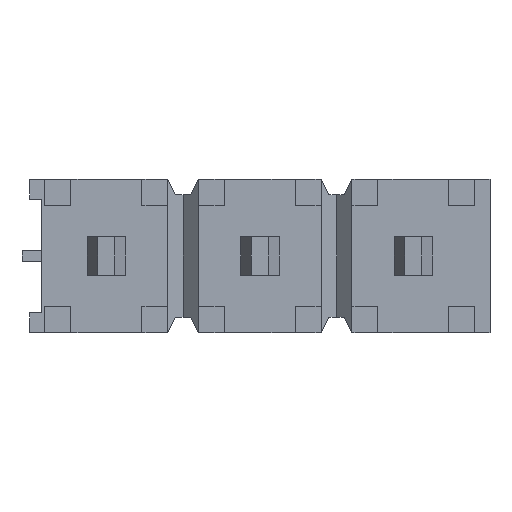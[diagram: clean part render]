
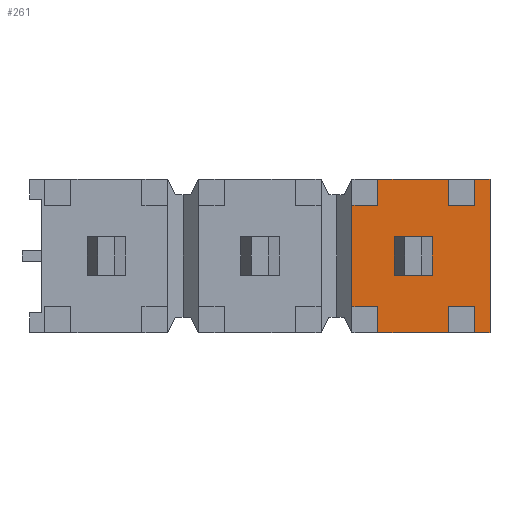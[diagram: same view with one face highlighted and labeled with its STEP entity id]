
A CAD part, front view. The second image highlights one B-rep face of the part: STEP entity #261.
In plain terms, the highlighted planar face has unit normal (0, -1, 0).
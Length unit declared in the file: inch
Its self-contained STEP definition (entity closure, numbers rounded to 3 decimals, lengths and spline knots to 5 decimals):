
#261 = ADVANCED_FACE( '', ( #633, #634 ), #635, .T. );
#633 = FACE_OUTER_BOUND( '', #1131, .T. );
#634 = FACE_BOUND( '', #1132, .T. );
#635 = PLANE( '', #1133 );
#1131 = EDGE_LOOP( '', ( #1732, #1733, #1734, #1735, #1736, #1737, #1738, #1739, #1740, #1741, #1742, #1743, #1744, #1745, #1746, #1747 ) );
#1132 = EDGE_LOOP( '', ( #1748, #1749, #1750, #1751 ) );
#1133 = AXIS2_PLACEMENT_3D( '', #1752, #1753, #1754 );
#1732 = ORIENTED_EDGE( '', *, *, #3099, .T. );
#1733 = ORIENTED_EDGE( '', *, *, #3100, .T. );
#1734 = ORIENTED_EDGE( '', *, *, #3101, .T. );
#1735 = ORIENTED_EDGE( '', *, *, #3102, .T. );
#1736 = ORIENTED_EDGE( '', *, *, #3103, .F. );
#1737 = ORIENTED_EDGE( '', *, *, #3104, .T. );
#1738 = ORIENTED_EDGE( '', *, *, #3105, .T. );
#1739 = ORIENTED_EDGE( '', *, *, #3106, .T. );
#1740 = ORIENTED_EDGE( '', *, *, #3107, .F. );
#1741 = ORIENTED_EDGE( '', *, *, #3108, .F. );
#1742 = ORIENTED_EDGE( '', *, *, #3109, .T. );
#1743 = ORIENTED_EDGE( '', *, *, #3110, .T. );
#1744 = ORIENTED_EDGE( '', *, *, #3111, .F. );
#1745 = ORIENTED_EDGE( '', *, *, #3112, .F. );
#1746 = ORIENTED_EDGE( '', *, *, #3113, .T. );
#1747 = ORIENTED_EDGE( '', *, *, #3114, .T. );
#1748 = ORIENTED_EDGE( '', *, *, #3115, .F. );
#1749 = ORIENTED_EDGE( '', *, *, #3116, .F. );
#1750 = ORIENTED_EDGE( '', *, *, #3117, .F. );
#1751 = ORIENTED_EDGE( '', *, *, #3118, .F. );
#1752 = CARTESIAN_POINT( '', ( 0.18637, 0.02, 0.1 ) );
#1753 = DIRECTION( '', ( 0., -1., 0. ) );
#1754 = DIRECTION( '', ( 0., 0., -1. ) );
#3099 = EDGE_CURVE( '', #3739, #3740, #3741, .T. );
#3100 = EDGE_CURVE( '', #3740, #3742, #3743, .T. );
#3101 = EDGE_CURVE( '', #3742, #3744, #3745, .T. );
#3102 = EDGE_CURVE( '', #3744, #3746, #3747, .T. );
#3103 = EDGE_CURVE( '', #3748, #3746, #3749, .T. );
#3104 = EDGE_CURVE( '', #3748, #3750, #3751, .T. );
#3105 = EDGE_CURVE( '', #3750, #3752, #3753, .T. );
#3106 = EDGE_CURVE( '', #3752, #3754, #3755, .T. );
#3107 = EDGE_CURVE( '', #3690, #3754, #3756, .T. );
#3108 = EDGE_CURVE( '', #3757, #3690, #3758, .T. );
#3109 = EDGE_CURVE( '', #3757, #3759, #3760, .T. );
#3110 = EDGE_CURVE( '', #3759, #3761, #3762, .T. );
#3111 = EDGE_CURVE( '', #3763, #3761, #3764, .T. );
#3112 = EDGE_CURVE( '', #3765, #3763, #3766, .T. );
#3113 = EDGE_CURVE( '', #3765, #3767, #3768, .T. );
#3114 = EDGE_CURVE( '', #3767, #3739, #3769, .T. );
#3115 = EDGE_CURVE( '', #3770, #3771, #3772, .T. );
#3116 = EDGE_CURVE( '', #3773, #3770, #3774, .T. );
#3117 = EDGE_CURVE( '', #3775, #3773, #3776, .T. );
#3118 = EDGE_CURVE( '', #3771, #3775, #3777, .T. );
#3690 = VERTEX_POINT( '', #4572 );
#3739 = VERTEX_POINT( '', #4644 );
#3740 = VERTEX_POINT( '', #4645 );
#3741 = LINE( '', #4646, #4647 );
#3742 = VERTEX_POINT( '', #4648 );
#3743 = LINE( '', #4649, #4650 );
#3744 = VERTEX_POINT( '', #4651 );
#3745 = LINE( '', #4652, #4653 );
#3746 = VERTEX_POINT( '', #4654 );
#3747 = LINE( '', #4655, #4656 );
#3748 = VERTEX_POINT( '', #4657 );
#3749 = LINE( '', #4658, #4659 );
#3750 = VERTEX_POINT( '', #4660 );
#3751 = LINE( '', #4661, #4662 );
#3752 = VERTEX_POINT( '', #4663 );
#3753 = LINE( '', #4664, #4665 );
#3754 = VERTEX_POINT( '', #4666 );
#3755 = LINE( '', #4667, #4668 );
#3756 = LINE( '', #4669, #4670 );
#3757 = VERTEX_POINT( '', #4671 );
#3758 = LINE( '', #4672, #4673 );
#3759 = VERTEX_POINT( '', #4674 );
#3760 = LINE( '', #4675, #4676 );
#3761 = VERTEX_POINT( '', #4677 );
#3762 = LINE( '', #4678, #4679 );
#3763 = VERTEX_POINT( '', #4680 );
#3764 = LINE( '', #4681, #4682 );
#3765 = VERTEX_POINT( '', #4683 );
#3766 = LINE( '', #4684, #4685 );
#3767 = VERTEX_POINT( '', #4686 );
#3768 = LINE( '', #4687, #4688 );
#3769 = LINE( '', #4689, #4690 );
#3770 = VERTEX_POINT( '', #4691 );
#3771 = VERTEX_POINT( '', #4692 );
#3772 = LINE( '', #4693, #4694 );
#3773 = VERTEX_POINT( '', #4695 );
#3774 = LINE( '', #4696, #4697 );
#3775 = VERTEX_POINT( '', #4698 );
#3776 = LINE( '', #4699, #4700 );
#3777 = LINE( '', #4701, #4702 );
#4572 = CARTESIAN_POINT( '', ( 0.06, 0.02, -0.033 ) );
#4644 = CARTESIAN_POINT( '', ( 0.15, 0.02, -0.05 ) );
#4645 = CARTESIAN_POINT( '', ( 0.15, 0.02, 0.05 ) );
#4646 = CARTESIAN_POINT( '', ( 0.15, 0.02, 0.05 ) );
#4647 = VECTOR( '', #5670, 39.37008 );
#4648 = CARTESIAN_POINT( '', ( 0.14012, 0.02, 0.05 ) );
#4649 = CARTESIAN_POINT( '', ( -0.15, 0.02, 0.05 ) );
#4650 = VECTOR( '', #5671, 39.37008 );
#4651 = CARTESIAN_POINT( '', ( 0.14012, 0.02, 0.033 ) );
#4652 = CARTESIAN_POINT( '', ( 0.14012, 0.02, 0.1 ) );
#4653 = VECTOR( '', #5672, 39.37008 );
#4654 = CARTESIAN_POINT( '', ( 0.12312, 0.02, 0.033 ) );
#4655 = CARTESIAN_POINT( '', ( 0.3, 0.02, 0.033 ) );
#4656 = VECTOR( '', #5673, 39.37008 );
#4657 = CARTESIAN_POINT( '', ( 0.12312, 0.02, 0.05 ) );
#4658 = CARTESIAN_POINT( '', ( 0.12312, 0.02, 0.1 ) );
#4659 = VECTOR( '', #5674, 39.37008 );
#4660 = CARTESIAN_POINT( '', ( 0.07688, 0.02, 0.05 ) );
#4661 = CARTESIAN_POINT( '', ( -0.15, 0.02, 0.05 ) );
#4662 = VECTOR( '', #5675, 39.37008 );
#4663 = CARTESIAN_POINT( '', ( 0.07688, 0.02, 0.033 ) );
#4664 = CARTESIAN_POINT( '', ( 0.07688, 0.02, 0.1 ) );
#4665 = VECTOR( '', #5676, 39.37008 );
#4666 = CARTESIAN_POINT( '', ( 0.06, 0.02, 0.033 ) );
#4667 = CARTESIAN_POINT( '', ( 0.3, 0.02, 0.033 ) );
#4668 = VECTOR( '', #5677, 39.37008 );
#4669 = CARTESIAN_POINT( '', ( 0.06, 0.02, 0.3 ) );
#4670 = VECTOR( '', #5678, 39.37008 );
#4671 = CARTESIAN_POINT( '', ( 0.07688, 0.02, -0.033 ) );
#4672 = CARTESIAN_POINT( '', ( 0.3, 0.02, -0.033 ) );
#4673 = VECTOR( '', #5679, 39.37008 );
#4674 = CARTESIAN_POINT( '', ( 0.07688, 0.02, -0.05 ) );
#4675 = CARTESIAN_POINT( '', ( 0.07688, 0.02, 0.1 ) );
#4676 = VECTOR( '', #5680, 39.37008 );
#4677 = CARTESIAN_POINT( '', ( 0.12312, 0.02, -0.05 ) );
#4678 = CARTESIAN_POINT( '', ( 0.15, 0.02, -0.05 ) );
#4679 = VECTOR( '', #5681, 39.37008 );
#4680 = CARTESIAN_POINT( '', ( 0.12312, 0.02, -0.033 ) );
#4681 = CARTESIAN_POINT( '', ( 0.12312, 0.02, 0.1 ) );
#4682 = VECTOR( '', #5682, 39.37008 );
#4683 = CARTESIAN_POINT( '', ( 0.14012, 0.02, -0.033 ) );
#4684 = CARTESIAN_POINT( '', ( 0.3, 0.02, -0.033 ) );
#4685 = VECTOR( '', #5683, 39.37008 );
#4686 = CARTESIAN_POINT( '', ( 0.14012, 0.02, -0.05 ) );
#4687 = CARTESIAN_POINT( '', ( 0.14012, 0.02, 0.1 ) );
#4688 = VECTOR( '', #5684, 39.37008 );
#4689 = CARTESIAN_POINT( '', ( 0.15, 0.02, -0.05 ) );
#4690 = VECTOR( '', #5685, 39.37008 );
#4691 = CARTESIAN_POINT( '', ( 0.0875, 0.02, 0.0125 ) );
#4692 = CARTESIAN_POINT( '', ( 0.0875, 0.02, -0.0125 ) );
#4693 = CARTESIAN_POINT( '', ( 0.0875, 0.02, -0.0125 ) );
#4694 = VECTOR( '', #5686, 39.37008 );
#4695 = CARTESIAN_POINT( '', ( 0.1125, 0.02, 0.0125 ) );
#4696 = CARTESIAN_POINT( '', ( 0.0875, 0.02, 0.0125 ) );
#4697 = VECTOR( '', #5687, 39.37008 );
#4698 = CARTESIAN_POINT( '', ( 0.1125, 0.02, -0.0125 ) );
#4699 = CARTESIAN_POINT( '', ( 0.1125, 0.02, 0.0125 ) );
#4700 = VECTOR( '', #5688, 39.37008 );
#4701 = CARTESIAN_POINT( '', ( 0.1125, 0.02, -0.0125 ) );
#4702 = VECTOR( '', #5689, 39.37008 );
#5670 = DIRECTION( '', ( 0., 0., 1. ) );
#5671 = DIRECTION( '', ( -1., 0., 0. ) );
#5672 = DIRECTION( '', ( 0., 0., -1. ) );
#5673 = DIRECTION( '', ( -1., 0., 0. ) );
#5674 = DIRECTION( '', ( 0., 0., -1. ) );
#5675 = DIRECTION( '', ( -1., 0., 0. ) );
#5676 = DIRECTION( '', ( 0., 0., -1. ) );
#5677 = DIRECTION( '', ( -1., 0., 0. ) );
#5678 = DIRECTION( '', ( 0., 0., 1. ) );
#5679 = DIRECTION( '', ( -1., 0., 0. ) );
#5680 = DIRECTION( '', ( 0., 0., -1. ) );
#5681 = DIRECTION( '', ( 1., 0., 0. ) );
#5682 = DIRECTION( '', ( 0., 0., -1. ) );
#5683 = DIRECTION( '', ( -1., 0., 0. ) );
#5684 = DIRECTION( '', ( 0., 0., -1. ) );
#5685 = DIRECTION( '', ( 1., 0., 0. ) );
#5686 = DIRECTION( '', ( 0., 0., -1. ) );
#5687 = DIRECTION( '', ( -1., 0., 0. ) );
#5688 = DIRECTION( '', ( 0., 0., 1. ) );
#5689 = DIRECTION( '', ( 1., 0., 0. ) );
